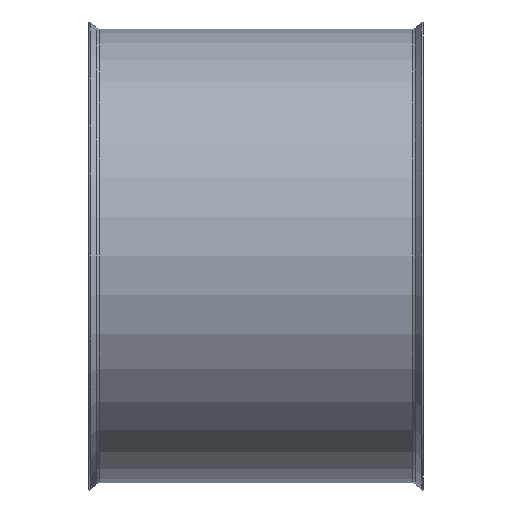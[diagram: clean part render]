
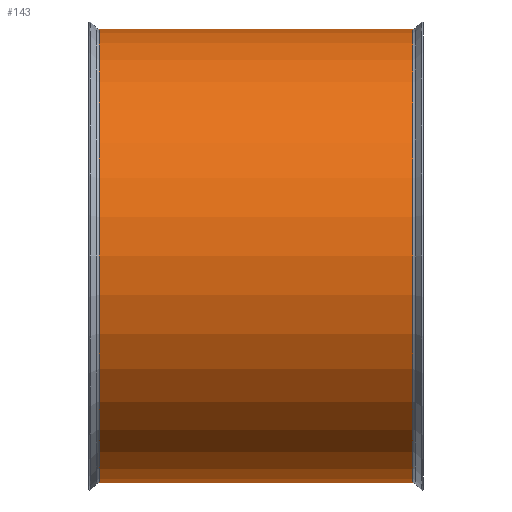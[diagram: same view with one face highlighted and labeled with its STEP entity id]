
A CAD part, front view. The second image highlights one B-rep face of the part: STEP entity #143.
In plain terms, the highlighted cylindrical face has radius 5.59 mm (diameter 11.18 mm), a partial arc.
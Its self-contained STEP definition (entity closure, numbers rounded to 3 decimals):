
#4 = EDGE_CURVE ( 'NONE', #95, #49, #206, .T. ) ;
#8 = CARTESIAN_POINT ( 'NONE',  ( 0.256, 0., 5.59 ) ) ;
#18 = AXIS2_PLACEMENT_3D ( 'NONE', #396, #311, #71 ) ;
#27 = CARTESIAN_POINT ( 'NONE',  ( 7.984, 0., -5.59 ) ) ;
#28 = EDGE_LOOP ( 'NONE', ( #165, #309, #176, #300 ) ) ;
#44 = DIRECTION ( 'NONE',  ( 0., 0., 1. ) ) ;
#48 = VERTEX_POINT ( 'NONE', #68 ) ;
#49 = VERTEX_POINT ( 'NONE', #486 ) ;
#54 = EDGE_CURVE ( 'NONE', #95, #48, #217, .T. ) ;
#61 = EDGE_CURVE ( 'NONE', #49, #332, #312, .T. ) ;
#68 = CARTESIAN_POINT ( 'NONE',  ( 0.256, 0., -5.59 ) ) ;
#71 = DIRECTION ( 'NONE',  ( 0., 0., 1. ) ) ;
#95 = VERTEX_POINT ( 'NONE', #27 ) ;
#107 = DIRECTION ( 'NONE',  ( -1., 0., 0. ) ) ;
#143 = ADVANCED_FACE ( 'NONE', ( #319 ), #403, .T. ) ;
#165 = ORIENTED_EDGE ( 'NONE', *, *, #54, .F. ) ;
#171 = AXIS2_PLACEMENT_3D ( 'NONE', #400, #107, #44 ) ;
#172 = EDGE_CURVE ( 'NONE', #332, #48, #424, .T. ) ;
#176 = ORIENTED_EDGE ( 'NONE', *, *, #61, .T. ) ;
#184 = CARTESIAN_POINT ( 'NONE',  ( 7.984, 0., 0. ) ) ;
#194 = DIRECTION ( 'NONE',  ( -1., 0., 0. ) ) ;
#199 = AXIS2_PLACEMENT_3D ( 'NONE', #184, #222, #345 ) ;
#206 = CIRCLE ( 'NONE', #199, 5.59 ) ;
#217 = LINE ( 'NONE', #512, #408 ) ;
#222 = DIRECTION ( 'NONE',  ( -1., 0., 0. ) ) ;
#300 = ORIENTED_EDGE ( 'NONE', *, *, #172, .T. ) ;
#309 = ORIENTED_EDGE ( 'NONE', *, *, #4, .T. ) ;
#311 = DIRECTION ( 'NONE',  ( 1., 0., 0. ) ) ;
#312 = LINE ( 'NONE', #484, #502 ) ;
#319 = FACE_OUTER_BOUND ( 'NONE', #28, .T. ) ;
#332 = VERTEX_POINT ( 'NONE', #8 ) ;
#345 = DIRECTION ( 'NONE',  ( 0., 0., 1. ) ) ;
#396 = CARTESIAN_POINT ( 'NONE',  ( 0.256, 0., 0. ) ) ;
#400 = CARTESIAN_POINT ( 'NONE',  ( 0., 0., 0. ) ) ;
#403 = CYLINDRICAL_SURFACE ( 'NONE', #171, 5.59 ) ;
#408 = VECTOR ( 'NONE', #479, 1000. ) ;
#424 = CIRCLE ( 'NONE', #18, 5.59 ) ;
#479 = DIRECTION ( 'NONE',  ( -1., 0., 0. ) ) ;
#484 = CARTESIAN_POINT ( 'NONE',  ( 0., 0., 5.59 ) ) ;
#486 = CARTESIAN_POINT ( 'NONE',  ( 7.984, 0., 5.59 ) ) ;
#502 = VECTOR ( 'NONE', #194, 1000. ) ;
#512 = CARTESIAN_POINT ( 'NONE',  ( 0., 0., -5.59 ) ) ;
